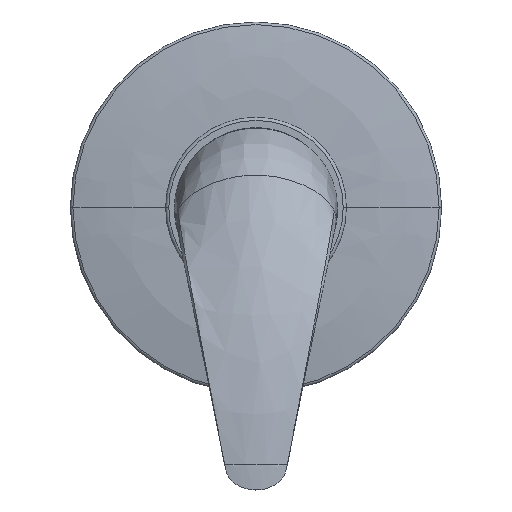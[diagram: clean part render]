
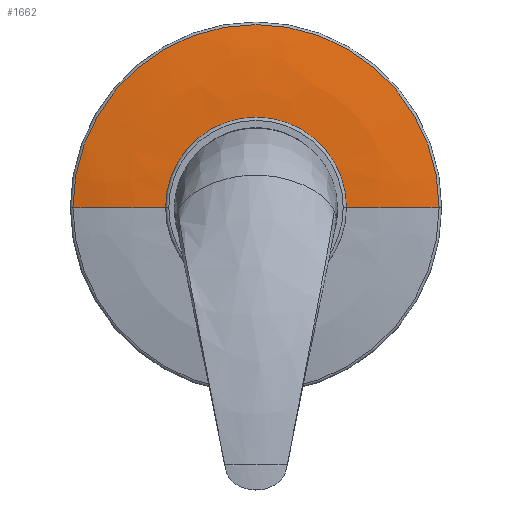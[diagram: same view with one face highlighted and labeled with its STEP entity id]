
A CAD part, top view. The second image highlights one B-rep face of the part: STEP entity #1662.
In plain terms, the highlighted free-form (B-spline) face has degree [3, 3] with [7, 4] control points.
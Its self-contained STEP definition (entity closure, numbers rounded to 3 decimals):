
#77=CARTESIAN_POINT('',(0.,0.,43.999));
#78=DIRECTION('',(0.,0.,-1.));
#79=DIRECTION('',(-1.,0.,0.));
#80=AXIS2_PLACEMENT_3D('',#77,#78,#79);
#82=CARTESIAN_POINT('',(0.,0.,41.16));
#83=DIRECTION('',(0.,0.,1.));
#84=DIRECTION('',(1.,0.,0.));
#85=AXIS2_PLACEMENT_3D('',#82,#83,#84);
#92=CARTESIAN_POINT('',(28.144,0.,-106.));
#93=DIRECTION('',(0.,-1.,0.));
#94=DIRECTION('',(0.194,0.,0.981));
#95=AXIS2_PLACEMENT_3D('',#92,#93,#94);
#102=CARTESIAN_POINT('',(-28.144,0.,-106.));
#103=DIRECTION('',(0.,1.,0.));
#104=DIRECTION('',(-0.194,0.,0.981));
#105=AXIS2_PLACEMENT_3D('',#102,#103,#104);
#1410=CARTESIAN_POINT('',(57.194,0.,41.16));
#1411=CARTESIAN_POINT('',(-57.194,0.,
41.16));
#1412=VERTEX_POINT('',#1410);
#1413=VERTEX_POINT('',#1411);
#1430=CARTESIAN_POINT('',(-27.5,0.,43.999));
#1431=CARTESIAN_POINT('',(27.5,0.,43.999));
#1432=VERTEX_POINT('',#1430);
#1433=VERTEX_POINT('',#1431);
#1624=CARTESIAN_POINT('',(-26.849,-1.689,
43.995));
#1625=CARTESIAN_POINT('',(-37.205,-2.341,
44.081));
#1626=CARTESIAN_POINT('',(-47.514,-2.989,
43.093));
#1627=CARTESIAN_POINT('',(-57.666,-3.628,
41.043));
#1628=CARTESIAN_POINT('',(-27.889,14.834,43.995));
#1629=CARTESIAN_POINT('',(-38.645,20.555,44.081));
#1630=CARTESIAN_POINT('',(-49.354,26.251,43.093));
#1631=CARTESIAN_POINT('',(-59.898,31.859,41.043));
#1632=CARTESIAN_POINT('',(-16.556,26.902,43.995));
#1633=CARTESIAN_POINT('',(-22.941,37.279,44.081));
#1634=CARTESIAN_POINT('',(-29.298,47.608,43.093));
#1635=CARTESIAN_POINT('',(-35.558,57.78,41.043));
#1636=CARTESIAN_POINT('',(0.,26.902,43.995));
#1637=CARTESIAN_POINT('',(0.,37.279,44.081));
#1638=CARTESIAN_POINT('',(0.,47.608,43.093));
#1639=CARTESIAN_POINT('',(0.,57.78,41.043));
#1640=CARTESIAN_POINT('',(16.556,26.902,43.995));
#1641=CARTESIAN_POINT('',(22.941,37.279,44.081));
#1642=CARTESIAN_POINT('',(29.298,47.608,43.093));
#1643=CARTESIAN_POINT('',(35.558,57.78,41.043));
#1644=CARTESIAN_POINT('',(27.889,14.834,43.995));
#1645=CARTESIAN_POINT('',(38.645,20.555,44.081));
#1646=CARTESIAN_POINT('',(49.354,26.251,43.093));
#1647=CARTESIAN_POINT('',(59.898,31.859,41.043));
#1648=CARTESIAN_POINT('',(26.849,-1.689,43.995));
#1649=CARTESIAN_POINT('',(37.205,-2.341,44.081));
#1650=CARTESIAN_POINT('',(47.514,-2.989,43.093));
#1651=CARTESIAN_POINT('',(57.666,-3.628,41.043));
#1652=(BOUNDED_SURFACE()B_SPLINE_SURFACE(3,3,((#1624,#1625,#1626,#1627),(#1628,
#1629,#1630,#1631),(#1632,#1633,#1634,#1635),(#1636,#1637,#1638,#1639),(#1640,
#1641,#1642,#1643),(#1644,#1645,#1646,#1647),(#1648,#1649,#1650,#1651)),
.UNSPECIFIED.,.F.,.F.,.F.)B_SPLINE_SURFACE_WITH_KNOTS((4,3,4),(4,4),(0.,1.,
2.),(0.,1.),.UNSPECIFIED.)GEOMETRIC_REPRESENTATION_ITEM()RATIONAL_B_SPLINE_SURFACE(((1.19,1.186,1.186,1.19),(
0.94,0.937,0.937,0.94),(
0.94,0.937,0.937,0.94),(
1.19,1.186,1.186,1.19),(
0.94,0.937,0.937,0.94),(
0.94,0.937,0.937,0.94),(
1.19,1.186,1.186,1.19)))REPRESENTATION_ITEM('')SURFACE());
#1653=ORIENTED_EDGE('',*,*,#1610,.F.);
#1655=ORIENTED_EDGE('',*,*,#1654,.F.);
#1657=ORIENTED_EDGE('',*,*,#1656,.F.);
#1659=ORIENTED_EDGE('',*,*,#1658,.T.);
#1660=EDGE_LOOP('',(#1653,#1655,#1657,#1659));
#1661=FACE_OUTER_BOUND('',#1660,.F.);
#1662=ADVANCED_FACE('',(#1661),#1652,.T.);
#81=CIRCLE('',#80,27.5);
#86=CIRCLE('',#85,57.194);
#96=CIRCLE('',#95,150.);
#106=CIRCLE('',#105,150.);
#1610=EDGE_CURVE('',#1432,#1433,#81,.T.);
#1654=EDGE_CURVE('',#1413,#1432,#106,.T.);
#1656=EDGE_CURVE('',#1412,#1413,#86,.T.);
#1658=EDGE_CURVE('',#1412,#1433,#96,.T.);
